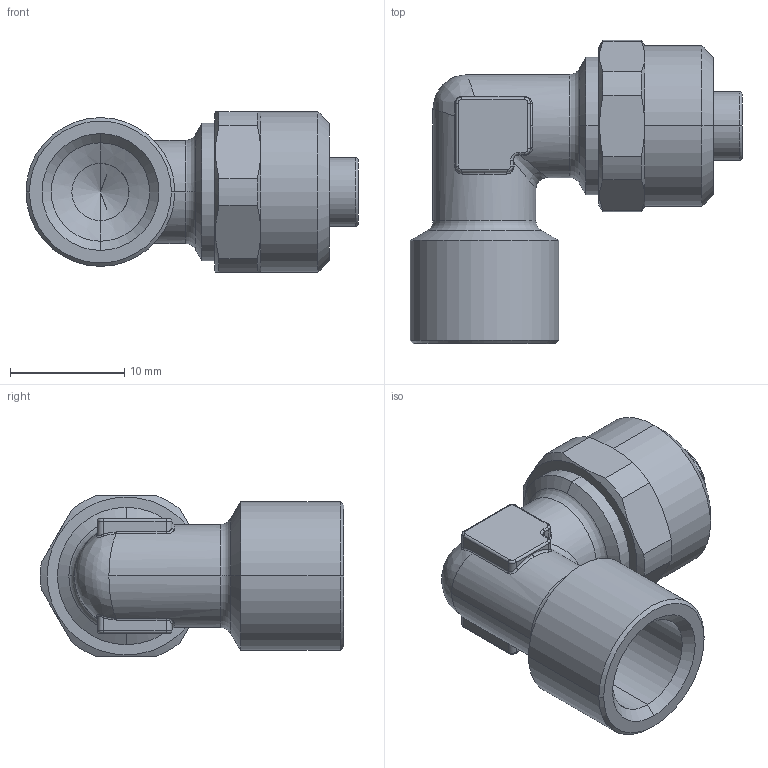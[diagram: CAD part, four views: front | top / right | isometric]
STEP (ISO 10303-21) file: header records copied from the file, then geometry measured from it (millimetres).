
FILE_DESCRIPTION (( 'STEP AP203' ), '1' );
FILE_NAME ('02070041.STEP', '2011-09-28T09:38:40', ( 'sopra-pneumatic' ), ( '' ), 'SwSTEP 2.0', 'SolidWorks 2011', '' );
FILE_SCHEMA (( 'CONFIG_CONTROL_DESIGN' ));
Length unit declared in the file: millimetre
Products named in the file (1): 02070041
Bounding box: 29 x 26.49 x 14 mm (x, y, z)
Volume: 3046.4 mm3; surface area: 2621.8 mm2
Topology: 1 solids, 1 shells, 157 faces, 364 edges, 210 vertices
Faces by surface type: cylinder 62, cone 26, plane 25, torus 24, bspline 20
Entity records: 5010 total; most frequent: CARTESIAN_POINT 1503, DIRECTION 734, ORIENTED_EDGE 724, EDGE_CURVE 362, AXIS2_PLACEMENT_3D 307, VERTEX_POINT 210, CIRCLE 169, EDGE_LOOP 162
